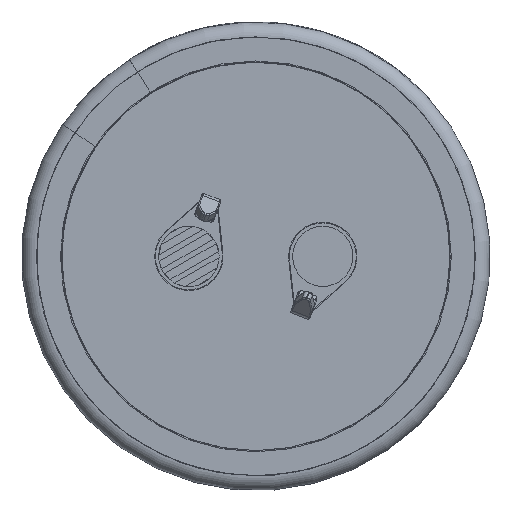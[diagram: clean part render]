
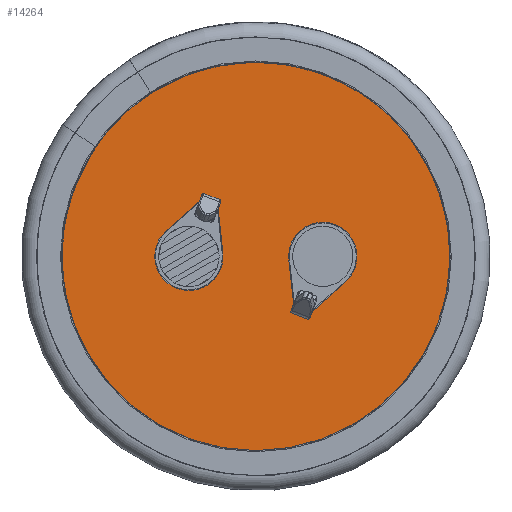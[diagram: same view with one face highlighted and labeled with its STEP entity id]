
A CAD part, front view. The second image highlights one B-rep face of the part: STEP entity #14264.
In plain terms, the highlighted planar face has unit normal (0, -1, 0).
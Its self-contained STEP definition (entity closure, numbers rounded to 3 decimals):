
#869=LINE('',#18427,#1552);
#870=LINE('',#18430,#1553);
#871=LINE('',#18432,#1554);
#872=LINE('',#18435,#1555);
#873=LINE('',#18438,#1556);
#874=LINE('',#18440,#1557);
#1552=VECTOR('',#15923,1000.);
#1553=VECTOR('',#15924,1000.);
#1554=VECTOR('',#15925,1000.);
#1555=VECTOR('',#15928,1000.);
#1556=VECTOR('',#15929,1000.);
#1557=VECTOR('',#15930,1000.);
#2282=ORIENTED_EDGE('',*,*,#5299,.T.);
#2283=ORIENTED_EDGE('',*,*,#5300,.F.);
#2284=ORIENTED_EDGE('',*,*,#5301,.F.);
#2285=ORIENTED_EDGE('',*,*,#5302,.F.);
#2286=ORIENTED_EDGE('',*,*,#5303,.F.);
#2287=ORIENTED_EDGE('',*,*,#5304,.T.);
#2288=ORIENTED_EDGE('',*,*,#5305,.T.);
#2289=ORIENTED_EDGE('',*,*,#5306,.T.);
#2290=ORIENTED_EDGE('',*,*,#5307,.T.);
#5299=EDGE_CURVE('',#6803,#6803,#7756,.T.);
#5300=EDGE_CURVE('',#6804,#6805,#869,.T.);
#5301=EDGE_CURVE('',#6806,#6804,#870,.T.);
#5302=EDGE_CURVE('',#6807,#6806,#871,.T.);
#5303=EDGE_CURVE('',#6805,#6807,#7757,.T.);
#5304=EDGE_CURVE('',#6808,#6809,#872,.T.);
#5305=EDGE_CURVE('',#6809,#6810,#873,.T.);
#5306=EDGE_CURVE('',#6810,#6811,#874,.T.);
#5307=EDGE_CURVE('',#6811,#6808,#7758,.T.);
#6803=VERTEX_POINT('',#18426);
#6804=VERTEX_POINT('',#18428);
#6805=VERTEX_POINT('',#18429);
#6806=VERTEX_POINT('',#18431);
#6807=VERTEX_POINT('',#18433);
#6808=VERTEX_POINT('',#18436);
#6809=VERTEX_POINT('',#18437);
#6810=VERTEX_POINT('',#18439);
#6811=VERTEX_POINT('',#18441);
#7756=CIRCLE('',#14936,14.59);
#7757=CIRCLE('',#14937,2.55);
#7758=CIRCLE('',#14938,2.55);
#8135=EDGE_LOOP('',(#2282));
#8136=EDGE_LOOP('',(#2283,#2284,#2285,#2286));
#8137=EDGE_LOOP('',(#2287,#2288,#2289,#2290));
#8872=FACE_BOUND('',#8135,.T.);
#8873=FACE_BOUND('',#8136,.T.);
#8874=FACE_BOUND('',#8137,.T.);
#9603=PLANE('',#14935);
#14264=ADVANCED_FACE('',(#8872,#8873,#8874),#9603,.T.);
#14935=AXIS2_PLACEMENT_3D('',#18424,#15919,#15920);
#14936=AXIS2_PLACEMENT_3D('',#18425,#15921,#15922);
#14937=AXIS2_PLACEMENT_3D('',#18434,#15926,#15927);
#14938=AXIS2_PLACEMENT_3D('',#18442,#15931,#15932);
#15919=DIRECTION('',(0.,-1.,0.));
#15920=DIRECTION('',(0.,0.,-1.));
#15921=DIRECTION('',(0.,-1.,0.));
#15922=DIRECTION('',(0.,0.,-1.));
#15923=DIRECTION('',(-0.748,0.,-0.664));
#15924=DIRECTION('',(-0.933,0.,0.36));
#15925=DIRECTION('',(-0.108,0.,0.994));
#15926=DIRECTION('',(0.,-1.,0.));
#15927=DIRECTION('',(0.,0.,1.));
#15928=DIRECTION('',(-0.748,0.,-0.664));
#15929=DIRECTION('',(-0.933,0.,0.36));
#15930=DIRECTION('',(-0.108,0.,0.994));
#15931=DIRECTION('',(0.,1.,0.));
#15932=DIRECTION('',(0.,0.,-1.));
#18424=CARTESIAN_POINT('',(0.,0.,0.));
#18425=CARTESIAN_POINT('',(0.,0.,0.));
#18426=CARTESIAN_POINT('',(0.,0.,-14.59));
#18427=CARTESIAN_POINT('',(-4.27,0.,4.059));
#18428=CARTESIAN_POINT('',(-4.27,0.,4.059));
#18429=CARTESIAN_POINT('',(-6.694,0.,1.906));
#18430=CARTESIAN_POINT('',(-2.814,0.,3.497));
#18431=CARTESIAN_POINT('',(-2.814,0.,3.497));
#18432=CARTESIAN_POINT('',(-2.465,0.,0.274));
#18433=CARTESIAN_POINT('',(-2.465,0.,0.274));
#18434=CARTESIAN_POINT('',(-5.,0.,0.));
#18435=CARTESIAN_POINT('',(6.694,0.,-1.906));
#18436=CARTESIAN_POINT('',(6.694,0.,-1.906));
#18437=CARTESIAN_POINT('',(4.27,0.,-4.059));
#18438=CARTESIAN_POINT('',(4.27,0.,-4.059));
#18439=CARTESIAN_POINT('',(2.814,0.,-3.497));
#18440=CARTESIAN_POINT('',(2.814,0.,-3.497));
#18441=CARTESIAN_POINT('',(2.465,0.,-0.274));
#18442=CARTESIAN_POINT('',(5.,0.,0.));
